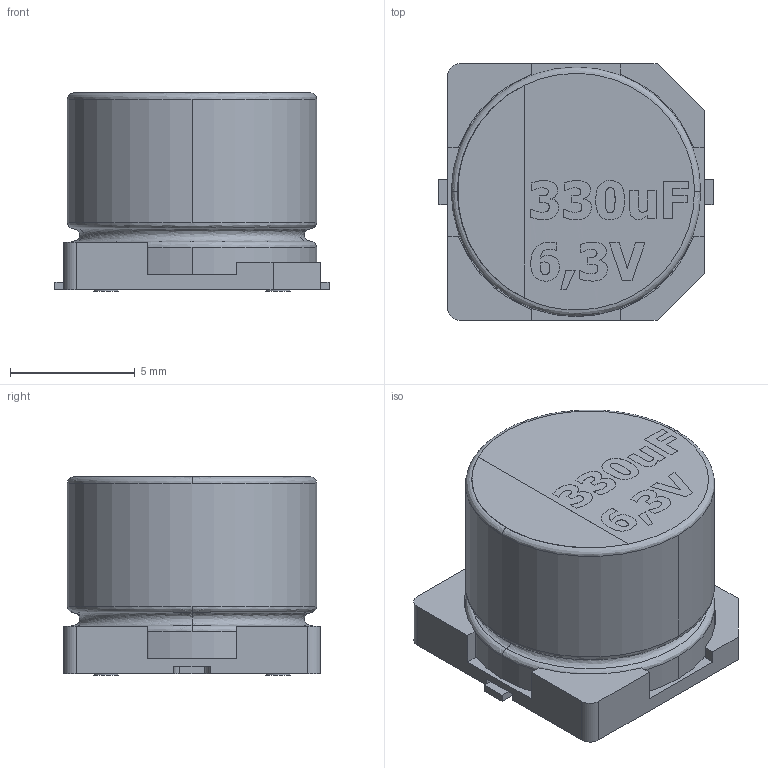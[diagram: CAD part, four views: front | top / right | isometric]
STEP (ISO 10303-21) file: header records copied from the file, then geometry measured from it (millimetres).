
FILE_DESCRIPTION (( 'STEP AP214' ), '1' );
FILE_NAME ('User Library-SMD Polymer Aluminum Electrolytic Capacitors F8 330uF 6,3V.STEP', '2020-05-30T11:23:02', ( '' ), ( '' ), 'SwSTEP 2.0', 'SolidWorks 2019', '' );
FILE_SCHEMA (( 'AUTOMOTIVE_DESIGN' ));
Length unit declared in the file: millimetre
Products named in the file (1): User Library-SMD Polymer Aluminum Electrolytic Capacitors F8 330uF 6,3V
Bounding box: 11 x 10.3 x 7.95 mm (x, y, z)
Volume: 643.9 mm3; surface area: 528.1 mm2
Topology: 1 solids, 1 shells, 244 faces, 624 edges, 398 vertices
Faces by surface type: plane 115, bspline 104, cylinder 25
Entity records: 10615 total; most frequent: CARTESIAN_POINT 2641, ORIENTED_EDGE 1248, DIRECTION 789, EDGE_CURVE 624, VERTEX_POINT 398, VECTOR 353, LINE 353, EDGE_LOOP 260
